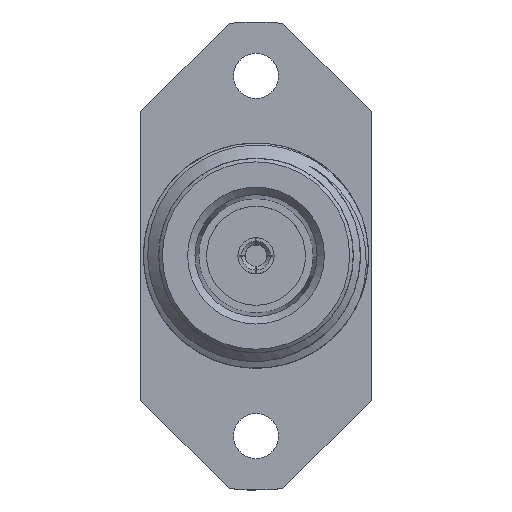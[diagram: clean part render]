
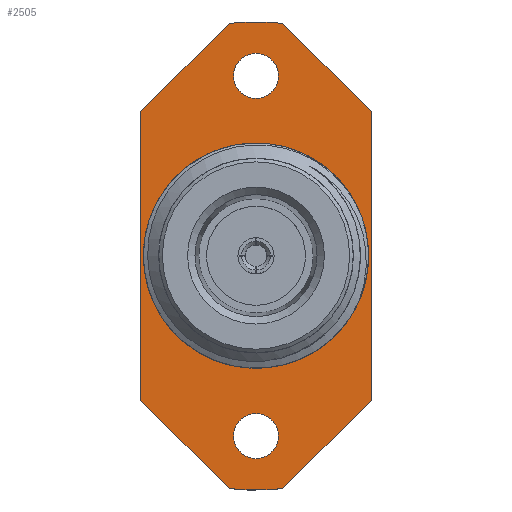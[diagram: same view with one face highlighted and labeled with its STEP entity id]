
A CAD part, top view. The second image highlights one B-rep face of the part: STEP entity #2505.
In plain terms, the highlighted planar face has unit normal (0, 0, 1).
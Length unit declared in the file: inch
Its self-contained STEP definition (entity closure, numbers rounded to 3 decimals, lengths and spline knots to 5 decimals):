
#6 = EDGE_CURVE ( 'NONE', #1202, #2057, #3035, .T. ) ;
#83 = EDGE_CURVE ( 'NONE', #1787, #1787, #1897, .T. ) ;
#86 = DIRECTION ( 'NONE',  ( 0., 0., 1. ) ) ;
#99 = DIRECTION ( 'NONE',  ( -1., 0., 0. ) ) ;
#133 = AXIS2_PLACEMENT_3D ( 'NONE', #1862, #1350, #1059 ) ;
#169 = ORIENTED_EDGE ( 'NONE', *, *, #353, .F. ) ;
#183 = CARTESIAN_POINT ( 'NONE',  ( -0.32, -0.65, -0.66 ) ) ;
#189 = EDGE_LOOP ( 'NONE', ( #1965 ) ) ;
#251 = VECTOR ( 'NONE', #1774, 39.37008 ) ;
#298 = CIRCLE ( 'NONE', #2182, 0.65 ) ;
#353 = EDGE_CURVE ( 'NONE', #2929, #2929, #2069, .T. ) ;
#386 = LINE ( 'NONE', #1393, #754 ) ;
#416 = VERTEX_POINT ( 'NONE', #1329 ) ;
#429 = DIRECTION ( 'NONE',  ( 0., 0., -1. ) ) ;
#445 = FACE_BOUND ( 'NONE', #2248, .T. ) ;
#482 = CARTESIAN_POINT ( 'NONE',  ( -0.32, -0.4, -0.66 ) ) ;
#508 = EDGE_CURVE ( 'NONE', #3396, #3396, #909, .T. ) ;
#522 = CARTESIAN_POINT ( 'NONE',  ( -0.27, 0., -0.66 ) ) ;
#526 = CARTESIAN_POINT ( 'NONE',  ( -0.32, 0.4, -0.66 ) ) ;
#567 = LINE ( 'NONE', #2196, #691 ) ;
#574 = EDGE_CURVE ( 'NONE', #1256, #416, #3279, .T. ) ;
#625 = VECTOR ( 'NONE', #964, 39.37008 ) ;
#683 = EDGE_CURVE ( 'NONE', #2819, #2057, #298, .T. ) ;
#684 = AXIS2_PLACEMENT_3D ( 'NONE', #2616, #3110, #2925 ) ;
#689 = FACE_OUTER_BOUND ( 'NONE', #1729, .T. ) ;
#691 = VECTOR ( 'NONE', #1641, 39.37008 ) ;
#726 = ORIENTED_EDGE ( 'NONE', *, *, #2772, .T. ) ;
#754 = VECTOR ( 'NONE', #2501, 39.37008 ) ;
#811 = DIRECTION ( 'NONE',  ( -1., 0., 0. ) ) ;
#817 = DIRECTION ( 'NONE',  ( 0.707, -0.707, 0. ) ) ;
#831 = CARTESIAN_POINT ( 'NONE',  ( -0.07426, 0.64574, -0.66 ) ) ;
#909 = CIRCLE ( 'NONE', #2950, 0.0625 ) ;
#964 = DIRECTION ( 'NONE',  ( -0.707, 0.707, 0. ) ) ;
#971 = ORIENTED_EDGE ( 'NONE', *, *, #574, .F. ) ;
#987 = DIRECTION ( 'NONE',  ( 0., 0., -1. ) ) ;
#1059 = DIRECTION ( 'NONE',  ( -1., 0., 0. ) ) ;
#1100 = ORIENTED_EDGE ( 'NONE', *, *, #3029, .T. ) ;
#1131 = ORIENTED_EDGE ( 'NONE', *, *, #508, .T. ) ;
#1163 = VERTEX_POINT ( 'NONE', #1785 ) ;
#1202 = VERTEX_POINT ( 'NONE', #2579 ) ;
#1256 = VERTEX_POINT ( 'NONE', #2886 ) ;
#1281 = CARTESIAN_POINT ( 'NONE',  ( -0.07, 0.65, -0.66 ) ) ;
#1282 = CARTESIAN_POINT ( 'NONE',  ( 0., 0.5, -0.66 ) ) ;
#1329 = CARTESIAN_POINT ( 'NONE',  ( -0.07426, -0.64574, -0.66 ) ) ;
#1350 = DIRECTION ( 'NONE',  ( 0., 0., -1. ) ) ;
#1393 = CARTESIAN_POINT ( 'NONE',  ( 0.32, -0.65, -0.66 ) ) ;
#1407 = CARTESIAN_POINT ( 'NONE',  ( 0., 0., -0.66 ) ) ;
#1450 = ORIENTED_EDGE ( 'NONE', *, *, #3276, .T. ) ;
#1490 = DIRECTION ( 'NONE',  ( -1., 0., 0. ) ) ;
#1506 = PLANE ( 'NONE',  #2083 ) ;
#1537 = EDGE_CURVE ( 'NONE', #3080, #1163, #2492, .T. ) ;
#1588 = DIRECTION ( 'NONE',  ( 0., 0., -1. ) ) ;
#1639 = VECTOR ( 'NONE', #817, 39.37008 ) ;
#1641 = DIRECTION ( 'NONE',  ( 0.707, 0.707, 0. ) ) ;
#1726 = VERTEX_POINT ( 'NONE', #1792 ) ;
#1729 = EDGE_LOOP ( 'NONE', ( #3411, #1100, #2776, #2720, #971, #726, #1450, #1880 ) ) ;
#1758 = CARTESIAN_POINT ( 'NONE',  ( 0.32, 0.4, -0.66 ) ) ;
#1774 = DIRECTION ( 'NONE',  ( -0.707, -0.707, 0. ) ) ;
#1785 = CARTESIAN_POINT ( 'NONE',  ( -0.32, -0.4, -0.66 ) ) ;
#1787 = VERTEX_POINT ( 'NONE', #2841 ) ;
#1792 = CARTESIAN_POINT ( 'NONE',  ( 0.32, -0.4, -0.66 ) ) ;
#1862 = CARTESIAN_POINT ( 'NONE',  ( 0., 0., -0.66 ) ) ;
#1880 = ORIENTED_EDGE ( 'NONE', *, *, #6, .T. ) ;
#1897 = CIRCLE ( 'NONE', #684, 0.0625 ) ;
#1965 = ORIENTED_EDGE ( 'NONE', *, *, #83, .T. ) ;
#2057 = VERTEX_POINT ( 'NONE', #2570 ) ;
#2069 = CIRCLE ( 'NONE', #2511, 0.27 ) ;
#2083 = AXIS2_PLACEMENT_3D ( 'NONE', #2800, #429, #1490 ) ;
#2118 = CARTESIAN_POINT ( 'NONE',  ( -0.0625, 0.5, -0.66 ) ) ;
#2182 = AXIS2_PLACEMENT_3D ( 'NONE', #3402, #1588, #811 ) ;
#2196 = CARTESIAN_POINT ( 'NONE',  ( 0.07, -0.65, -0.66 ) ) ;
#2248 = EDGE_LOOP ( 'NONE', ( #169 ) ) ;
#2492 = LINE ( 'NONE', #183, #3008 ) ;
#2501 = DIRECTION ( 'NONE',  ( 0., 1., 0. ) ) ;
#2505 = ADVANCED_FACE ( 'NONE', ( #2564, #3353, #689, #445 ), #1506, .F. ) ;
#2511 = AXIS2_PLACEMENT_3D ( 'NONE', #1407, #86, #2753 ) ;
#2542 = DIRECTION ( 'NONE',  ( 0., -1., 0. ) ) ;
#2564 = FACE_BOUND ( 'NONE', #2596, .T. ) ;
#2570 = CARTESIAN_POINT ( 'NONE',  ( 0.07426, 0.64574, -0.66 ) ) ;
#2579 = CARTESIAN_POINT ( 'NONE',  ( 0.32, 0.4, -0.66 ) ) ;
#2596 = EDGE_LOOP ( 'NONE', ( #1131 ) ) ;
#2616 = CARTESIAN_POINT ( 'NONE',  ( 0., -0.5, -0.66 ) ) ;
#2648 = EDGE_CURVE ( 'NONE', #1163, #416, #3180, .T. ) ;
#2720 = ORIENTED_EDGE ( 'NONE', *, *, #2648, .T. ) ;
#2753 = DIRECTION ( 'NONE',  ( -1., 0., 0. ) ) ;
#2772 = EDGE_CURVE ( 'NONE', #1256, #1726, #567, .T. ) ;
#2776 = ORIENTED_EDGE ( 'NONE', *, *, #1537, .T. ) ;
#2800 = CARTESIAN_POINT ( 'NONE',  ( 0., 0., -0.66 ) ) ;
#2819 = VERTEX_POINT ( 'NONE', #831 ) ;
#2841 = CARTESIAN_POINT ( 'NONE',  ( -0.0625, -0.5, -0.66 ) ) ;
#2886 = CARTESIAN_POINT ( 'NONE',  ( 0.07426, -0.64574, -0.66 ) ) ;
#2925 = DIRECTION ( 'NONE',  ( -1., 0., 0. ) ) ;
#2929 = VERTEX_POINT ( 'NONE', #522 ) ;
#2950 = AXIS2_PLACEMENT_3D ( 'NONE', #1282, #987, #99 ) ;
#3008 = VECTOR ( 'NONE', #2542, 39.37008 ) ;
#3029 = EDGE_CURVE ( 'NONE', #2819, #3080, #3363, .T. ) ;
#3035 = LINE ( 'NONE', #1758, #625 ) ;
#3080 = VERTEX_POINT ( 'NONE', #526 ) ;
#3110 = DIRECTION ( 'NONE',  ( 0., 0., -1. ) ) ;
#3180 = LINE ( 'NONE', #482, #1639 ) ;
#3276 = EDGE_CURVE ( 'NONE', #1726, #1202, #386, .T. ) ;
#3279 = CIRCLE ( 'NONE', #133, 0.65 ) ;
#3353 = FACE_BOUND ( 'NONE', #189, .T. ) ;
#3363 = LINE ( 'NONE', #1281, #251 ) ;
#3396 = VERTEX_POINT ( 'NONE', #2118 ) ;
#3402 = CARTESIAN_POINT ( 'NONE',  ( 0., 0., -0.66 ) ) ;
#3411 = ORIENTED_EDGE ( 'NONE', *, *, #683, .F. ) ;
